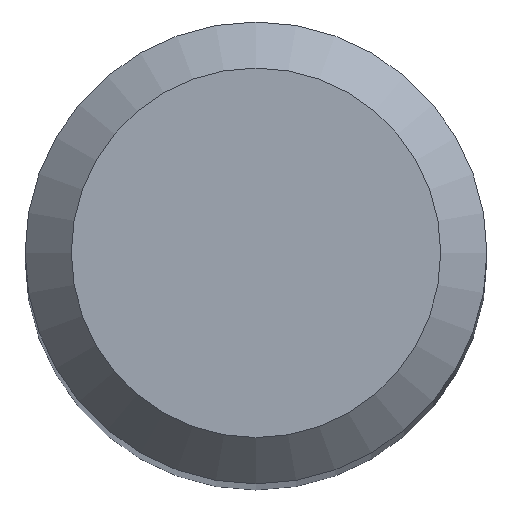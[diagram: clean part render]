
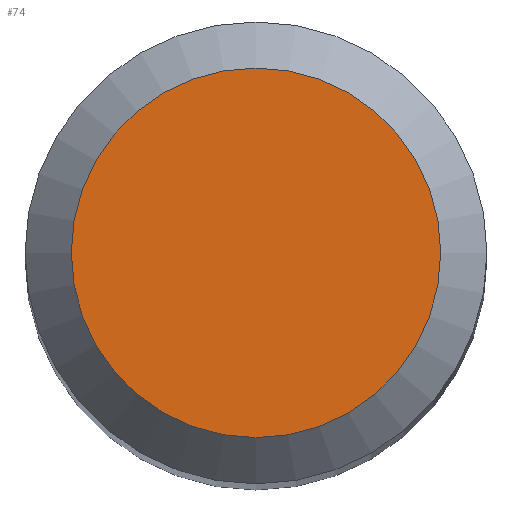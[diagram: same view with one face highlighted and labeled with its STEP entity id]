
A CAD part, top view. The second image highlights one B-rep face of the part: STEP entity #74.
In plain terms, the highlighted planar face has unit normal (0, 0, 1).
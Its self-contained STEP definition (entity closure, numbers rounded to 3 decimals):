
#5 = CIRCLE ( 'NONE', #24, 1.6 ) ;
#22 = EDGE_LOOP ( 'NONE', ( #164 ) ) ;
#24 = AXIS2_PLACEMENT_3D ( 'NONE', #198, #63, #167 ) ;
#47 = FACE_OUTER_BOUND ( 'NONE', #22, .T. ) ;
#61 = EDGE_CURVE ( 'NONE', #113, #113, #5, .T. ) ;
#63 = DIRECTION ( 'NONE',  ( 0., 0., -1. ) ) ;
#66 = CARTESIAN_POINT ( 'NONE',  ( 0., 0., 35. ) ) ;
#74 = ADVANCED_FACE ( 'NONE', ( #47 ), #214, .F. ) ;
#113 = VERTEX_POINT ( 'NONE', #155 ) ;
#138 = DIRECTION ( 'NONE',  ( 0., 0., -1. ) ) ;
#141 = DIRECTION ( 'NONE',  ( 0., 1., 0. ) ) ;
#155 = CARTESIAN_POINT ( 'NONE',  ( 0., 1.6, 35. ) ) ;
#164 = ORIENTED_EDGE ( 'NONE', *, *, #61, .F. ) ;
#167 = DIRECTION ( 'NONE',  ( 0., 1., 0. ) ) ;
#198 = CARTESIAN_POINT ( 'NONE',  ( 0., 0., 35. ) ) ;
#214 = PLANE ( 'NONE',  #223 ) ;
#223 = AXIS2_PLACEMENT_3D ( 'NONE', #66, #138, #141 ) ;
